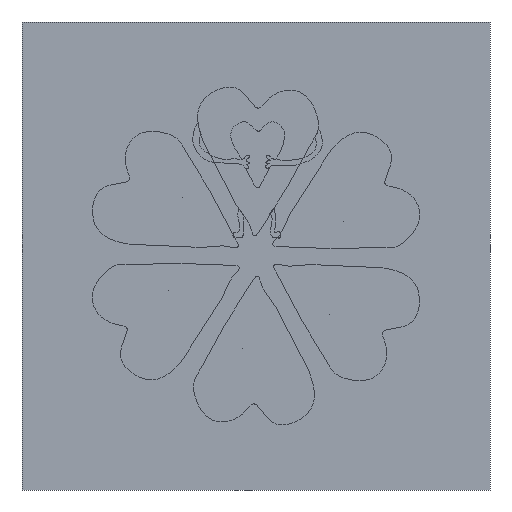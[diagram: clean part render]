
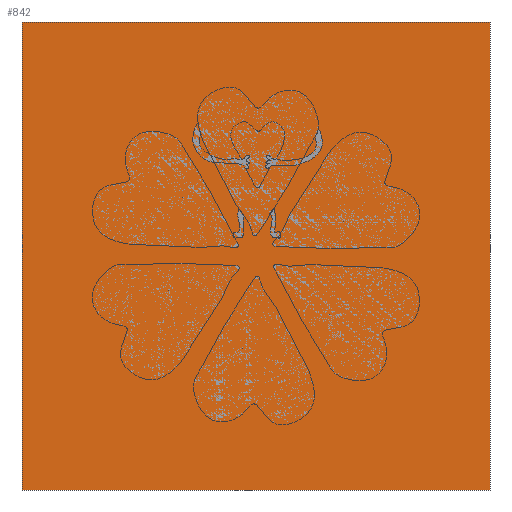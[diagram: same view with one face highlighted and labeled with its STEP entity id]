
A CAD part, front view. The second image highlights one B-rep face of the part: STEP entity #842.
In plain terms, the highlighted planar face has unit normal (0, -1, 0).
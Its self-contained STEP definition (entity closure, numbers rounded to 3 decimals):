
#163=FACE_OUTER_BOUND('',#226,.T.);
#226=EDGE_LOOP('',(#595,#596,#597,#598));
#296=LINE('',#1058,#339);
#300=LINE('',#1066,#343);
#303=LINE('',#1072,#346);
#306=LINE('',#1077,#349);
#339=VECTOR('',#957,10.);
#343=VECTOR('',#963,10.);
#346=VECTOR('',#968,10.);
#349=VECTOR('',#973,10.);
#382=VERTEX_POINT('',#1056);
#383=VERTEX_POINT('',#1057);
#386=VERTEX_POINT('',#1065);
#388=VERTEX_POINT('',#1071);
#458=EDGE_CURVE('',#382,#383,#296,.T.);
#462=EDGE_CURVE('',#386,#382,#300,.T.);
#465=EDGE_CURVE('',#388,#386,#303,.T.);
#468=EDGE_CURVE('',#383,#388,#306,.T.);
#595=ORIENTED_EDGE('',*,*,#468,.F.);
#596=ORIENTED_EDGE('',*,*,#458,.F.);
#597=ORIENTED_EDGE('',*,*,#462,.F.);
#598=ORIENTED_EDGE('',*,*,#465,.F.);
#814=PLANE('',#930);
#842=ADVANCED_FACE('',(#163),#814,.F.);
#930=AXIS2_PLACEMENT_3D('',#1080,#977,#978);
#957=DIRECTION('',(1.,0.,0.));
#963=DIRECTION('',(0.,0.,1.));
#968=DIRECTION('',(-1.,0.,0.));
#973=DIRECTION('',(0.,0.,-1.));
#977=DIRECTION('center_axis',(0.,1.,0.));
#978=DIRECTION('ref_axis',(1.,0.,0.));
#1056=CARTESIAN_POINT('',(-75.,0.,75.));
#1057=CARTESIAN_POINT('',(75.,0.,75.));
#1058=CARTESIAN_POINT('',(-75.,0.,75.));
#1065=CARTESIAN_POINT('',(-75.,0.,-75.));
#1066=CARTESIAN_POINT('',(-75.,0.,-75.));
#1071=CARTESIAN_POINT('',(75.,0.,-75.));
#1072=CARTESIAN_POINT('',(75.,0.,-75.));
#1077=CARTESIAN_POINT('',(75.,0.,75.));
#1080=CARTESIAN_POINT('Origin',(0.,0.,0.));
